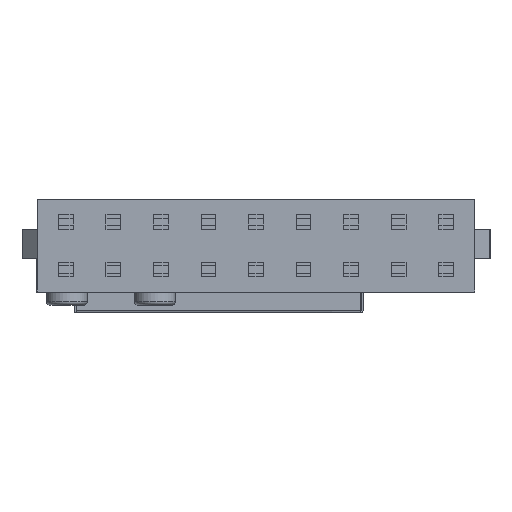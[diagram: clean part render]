
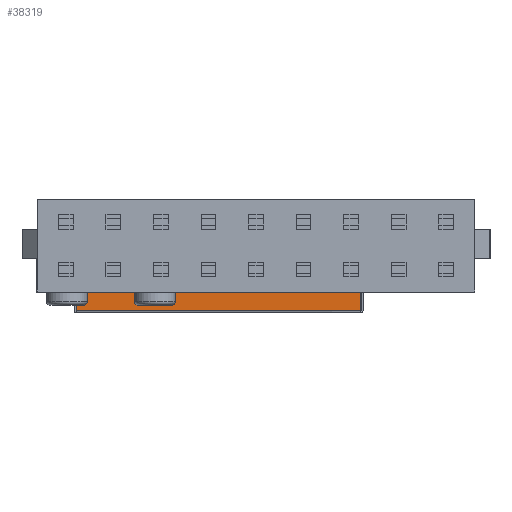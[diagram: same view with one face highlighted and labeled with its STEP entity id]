
A CAD part, left-side view. The second image highlights one B-rep face of the part: STEP entity #38319.
In plain terms, the highlighted face is planar.
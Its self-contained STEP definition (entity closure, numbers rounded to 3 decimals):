
#3126=PLANE('',#41252);
#4986=FACE_OUTER_BOUND('',#7167,.T.);
#7167=EDGE_LOOP('',(#32527,#32528,#32529,#32530));
#10554=LINE('',#59666,#14960);
#10555=LINE('',#59669,#14961);
#10556=LINE('',#59671,#14962);
#10557=LINE('',#59672,#14963);
#14960=VECTOR('',#48320,1000.);
#14961=VECTOR('',#48323,1000.);
#14962=VECTOR('',#48324,1000.);
#14963=VECTOR('',#48325,1000.);
#19635=VERTEX_POINT('',#59660);
#19637=VERTEX_POINT('',#59664);
#19638=VERTEX_POINT('',#59668);
#19639=VERTEX_POINT('',#59670);
#24147=EDGE_CURVE('',#19635,#19637,#10554,.T.);
#24148=EDGE_CURVE('',#19638,#19635,#10555,.T.);
#24149=EDGE_CURVE('',#19637,#19639,#10556,.T.);
#24150=EDGE_CURVE('',#19639,#19638,#10557,.T.);
#32527=ORIENTED_EDGE('',*,*,#24148,.T.);
#32528=ORIENTED_EDGE('',*,*,#24147,.T.);
#32529=ORIENTED_EDGE('',*,*,#24149,.T.);
#32530=ORIENTED_EDGE('',*,*,#24150,.T.);
#38319=ADVANCED_FACE('',(#4986),#3126,.F.);
#41252=AXIS2_PLACEMENT_3D('',#59667,#48321,#48322);
#48320=DIRECTION('',(0.,0.,1.));
#48321=DIRECTION('center_axis',(0.,1.,0.));
#48322=DIRECTION('ref_axis',(0.,0.,1.));
#48323=DIRECTION('',(1.,0.,0.));
#48324=DIRECTION('',(-1.,0.,0.));
#48325=DIRECTION('',(0.,0.,-1.));
#59660=CARTESIAN_POINT('',(7.603,-14.216,0.9));
#59664=CARTESIAN_POINT('',(7.603,-14.216,2.8));
#59666=CARTESIAN_POINT('',(7.603,-14.216,2.9));
#59667=CARTESIAN_POINT('Origin',(0.,-14.216,2.9));
#59668=CARTESIAN_POINT('',(-7.575,-14.216,0.9));
#59669=CARTESIAN_POINT('',(-7.575,-14.216,0.9));
#59670=CARTESIAN_POINT('',(-7.575,-14.216,2.8));
#59671=CARTESIAN_POINT('',(0.,-14.216,2.8));
#59672=CARTESIAN_POINT('',(-7.575,-14.216,2.9));
